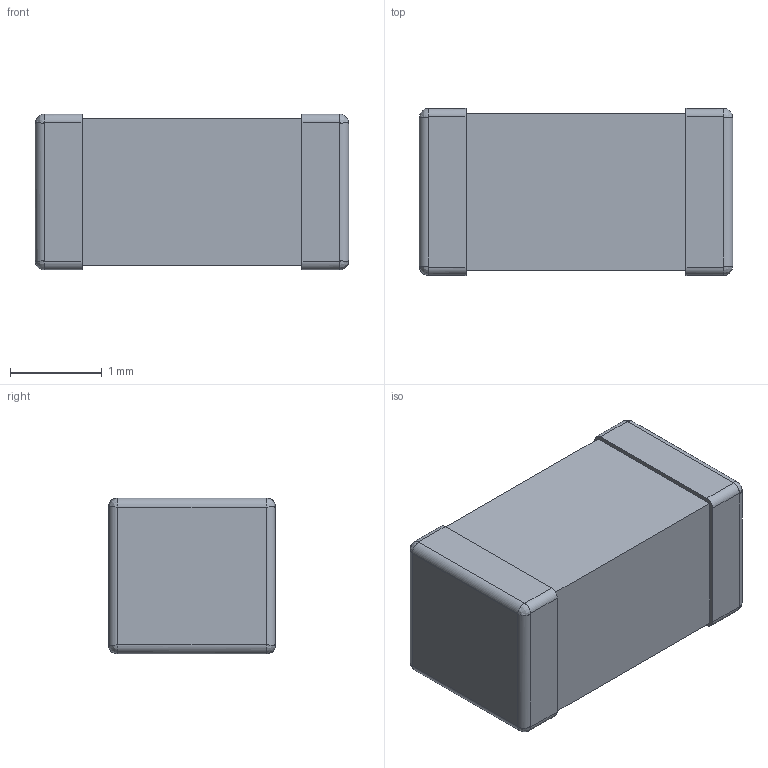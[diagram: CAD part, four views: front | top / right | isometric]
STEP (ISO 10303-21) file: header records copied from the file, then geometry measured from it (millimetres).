
FILE_DESCRIPTION(('FreeCAD Model'),'2;1');
FILE_NAME('C_1206in_HV.step','2017-06-08T16:50:28',( 'kicad StepUp'),('ksu MCAD'),'Open CASCADE STEP processor 6.8', 'FreeCAD','Unknown');
FILE_SCHEMA(('AUTOMOTIVE_DESIGN_CC2 { 1 2 10303 214 -1 1 5 4 }'));
Length unit declared in the file: millimetre
Products named in the file (1): C_1206in_HV
Bounding box: 3.42 x 1.82 x 1.7 mm (x, y, z)
Volume: 9.7 mm3; surface area: 29.2 mm2
Topology: 1 solids, 1 shells, 40 faces, 92 edges, 48 vertices
Faces by surface type: plane 16, cylinder 16, bspline 8
Entity records: 1929 total; most frequent: CARTESIAN_POINT 881, ORIENTED_EDGE 168, DIRECTION 138, EDGE_CURVE 84, LINE 52, VECTOR 52, VERTEX_POINT 48, AXIS2_PLACEMENT_3D 43
